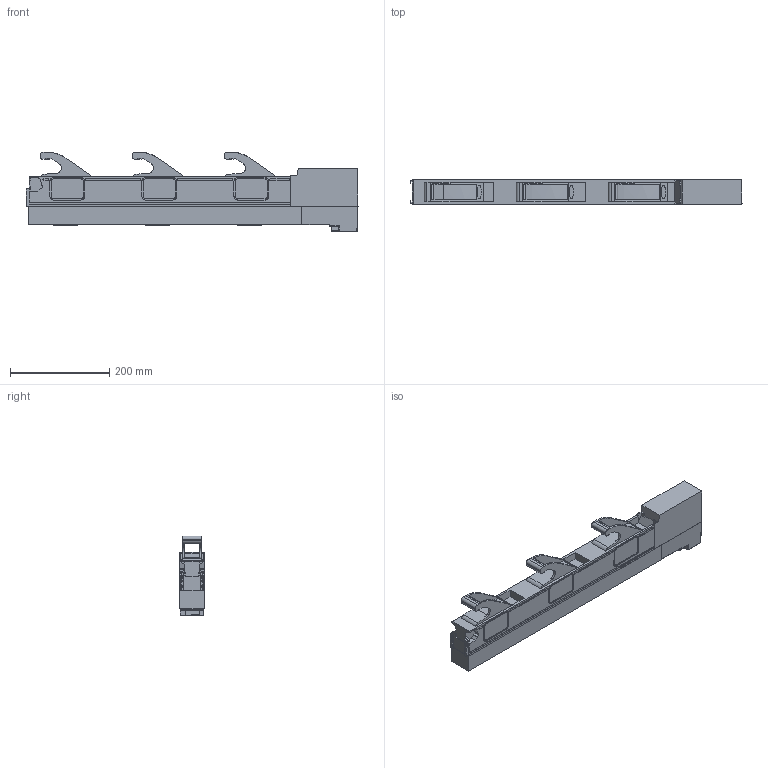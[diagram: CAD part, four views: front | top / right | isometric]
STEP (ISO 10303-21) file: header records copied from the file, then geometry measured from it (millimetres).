
FILE_DESCRIPTION (( 'STEP AP214' ), '1' );
FILE_NAME ('DNH18-160 3S JH3D.STEP', '2026-01-12T11:31:05', ( '' ), ( '' ), 'SwSTEP 2.0', 'SolidWorks 2022', '' );
FILE_SCHEMA (( 'AUTOMOTIVE_DESIGN' ));
Length unit declared in the file: millimetre
Products named in the file (1): DNH18-160 3S JH3D
Bounding box: 668.2 x 50 x 160.9 mm (x, y, z)
Volume: 2843020.8 mm3; surface area: 347377.9 mm2
Topology: 4 solids, 17 shells, 1529 faces, 4212 edges, 2741 vertices
Faces by surface type: plane 904, cylinder 451, bspline 114, torus 26, sphere 20, cone 14
Entity records: 72683 total; most frequent: CARTESIAN_POINT 19130, ORIENTED_EDGE 8406, DIRECTION 6645, EDGE_CURVE 4203, VERTEX_POINT 2741, LINE 2553, VECTOR 2553, AXIS2_PLACEMENT_3D 2046
